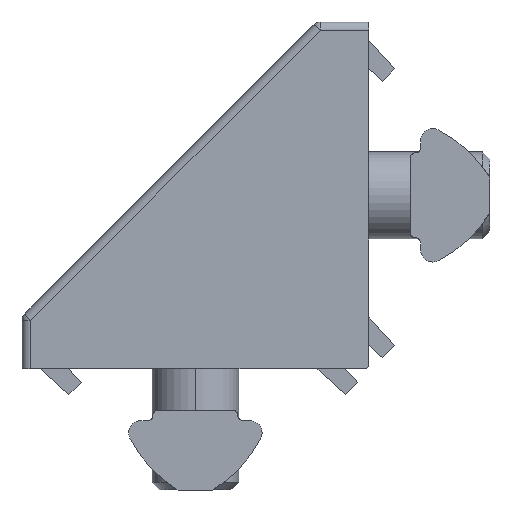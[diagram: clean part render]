
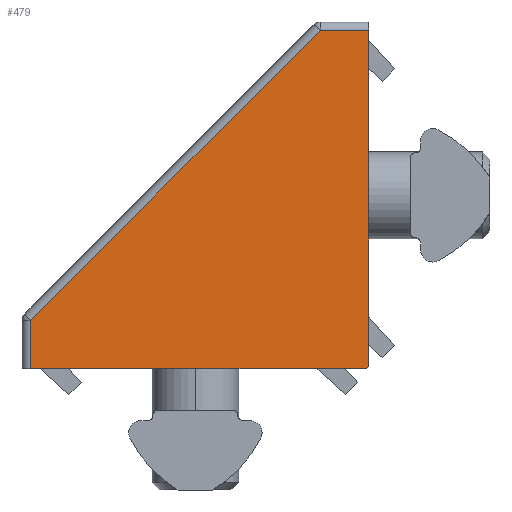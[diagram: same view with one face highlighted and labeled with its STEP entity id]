
A CAD part, left-side view. The second image highlights one B-rep face of the part: STEP entity #479.
In plain terms, the highlighted face is planar.
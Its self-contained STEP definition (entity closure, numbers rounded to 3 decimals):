
#117 = CARTESIAN_POINT ( 'NONE',  ( -0.2, 0.2, -8.5 ) ) ;
#301 = VECTOR ( 'NONE', #5926, 1000. ) ;
#356 = VERTEX_POINT ( 'NONE', #1154 ) ;
#479 = ADVANCED_FACE ( 'NONE', ( #3026 ), #4411, .F. ) ;
#517 = CARTESIAN_POINT ( 'NONE',  ( 0., 0., -8.5 ) ) ;
#630 = AXIS2_PLACEMENT_3D ( 'NONE', #3887, #6465, #1253 ) ;
#634 = ORIENTED_EDGE ( 'NONE', *, *, #5098, .T. ) ;
#735 = DIRECTION ( 'NONE',  ( 1., 0., 0. ) ) ;
#801 = LINE ( 'NONE', #3229, #1708 ) ;
#956 = EDGE_CURVE ( 'NONE', #1769, #4262, #6750, .T. ) ;
#1036 = CARTESIAN_POINT ( 'NONE',  ( 0., 19.5, -8.5 ) ) ;
#1154 = CARTESIAN_POINT ( 'NONE',  ( -19.5, 2.793, -8.5 ) ) ;
#1204 = CARTESIAN_POINT ( 'NONE',  ( 0., 0., -8.5 ) ) ;
#1253 = DIRECTION ( 'NONE',  ( 1., 0., 0. ) ) ;
#1587 = CIRCLE ( 'NONE', #2082, 0.2 ) ;
#1708 = VECTOR ( 'NONE', #3761, 1000. ) ;
#1769 = VERTEX_POINT ( 'NONE', #2854 ) ;
#1827 = CARTESIAN_POINT ( 'NONE',  ( -19.5, 0., -8.5 ) ) ;
#1868 = ORIENTED_EDGE ( 'NONE', *, *, #2604, .F. ) ;
#2042 = ORIENTED_EDGE ( 'NONE', *, *, #956, .T. ) ;
#2082 = AXIS2_PLACEMENT_3D ( 'NONE', #117, #3899, #735 ) ;
#2335 = LINE ( 'NONE', #2909, #3579 ) ;
#2399 = CARTESIAN_POINT ( 'NONE',  ( -0.2, 0., -8.5 ) ) ;
#2500 = LINE ( 'NONE', #517, #6489 ) ;
#2604 = EDGE_CURVE ( 'NONE', #4704, #4262, #3162, .T. ) ;
#2646 = DIRECTION ( 'NONE',  ( 1., 0., 0. ) ) ;
#2682 = EDGE_CURVE ( 'NONE', #4704, #2814, #1587, .T. ) ;
#2792 = EDGE_CURVE ( 'NONE', #4668, #356, #2335, .T. ) ;
#2814 = VERTEX_POINT ( 'NONE', #2399 ) ;
#2854 = CARTESIAN_POINT ( 'NONE',  ( -2.793, 19.5, -8.5 ) ) ;
#2909 = CARTESIAN_POINT ( 'NONE',  ( -19.5, 20., -8.5 ) ) ;
#2923 = CARTESIAN_POINT ( 'NONE',  ( 0., 0.2, -8.5 ) ) ;
#3026 = FACE_OUTER_BOUND ( 'NONE', #3454, .T. ) ;
#3162 = LINE ( 'NONE', #1204, #301 ) ;
#3229 = CARTESIAN_POINT ( 'NONE',  ( -1.146, 21.146, -8.5 ) ) ;
#3273 = ORIENTED_EDGE ( 'NONE', *, *, #2682, .T. ) ;
#3285 = EDGE_CURVE ( 'NONE', #4668, #2814, #2500, .T. ) ;
#3454 = EDGE_LOOP ( 'NONE', ( #1868, #3273, #4670, #6059, #634, #2042 ) ) ;
#3579 = VECTOR ( 'NONE', #4494, 1000. ) ;
#3657 = CARTESIAN_POINT ( 'NONE',  ( 0., 19.5, -8.5 ) ) ;
#3761 = DIRECTION ( 'NONE',  ( 0.707, 0.707, 0. ) ) ;
#3887 = CARTESIAN_POINT ( 'NONE',  ( 0., 20., -8.5 ) ) ;
#3899 = DIRECTION ( 'NONE',  ( 0., 0., -1. ) ) ;
#4224 = DIRECTION ( 'NONE',  ( 1., 0., 0. ) ) ;
#4262 = VERTEX_POINT ( 'NONE', #3657 ) ;
#4411 = PLANE ( 'NONE',  #630 ) ;
#4494 = DIRECTION ( 'NONE',  ( 0., 1., 0. ) ) ;
#4668 = VERTEX_POINT ( 'NONE', #1827 ) ;
#4670 = ORIENTED_EDGE ( 'NONE', *, *, #3285, .F. ) ;
#4704 = VERTEX_POINT ( 'NONE', #2923 ) ;
#5098 = EDGE_CURVE ( 'NONE', #356, #1769, #801, .T. ) ;
#5926 = DIRECTION ( 'NONE',  ( 0., 1., 0. ) ) ;
#6059 = ORIENTED_EDGE ( 'NONE', *, *, #2792, .T. ) ;
#6465 = DIRECTION ( 'NONE',  ( 0., 0., 1. ) ) ;
#6489 = VECTOR ( 'NONE', #4224, 1000. ) ;
#6588 = VECTOR ( 'NONE', #2646, 1000. ) ;
#6750 = LINE ( 'NONE', #1036, #6588 ) ;
